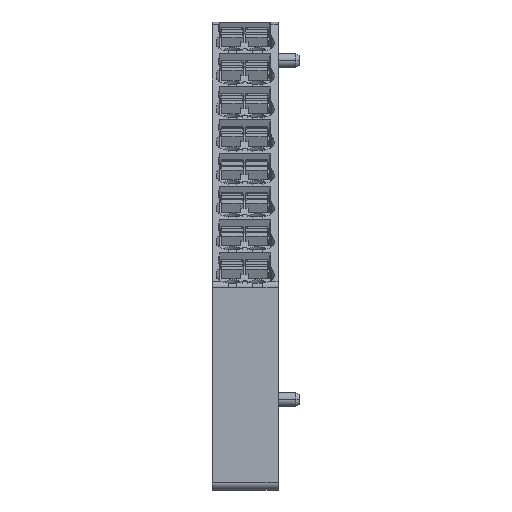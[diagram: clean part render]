
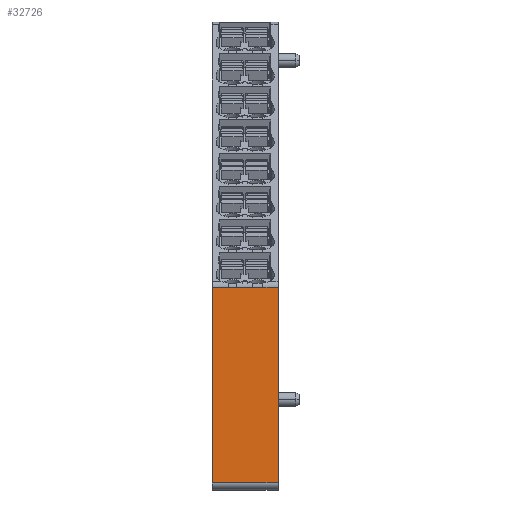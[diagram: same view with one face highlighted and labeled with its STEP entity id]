
A CAD part, front view. The second image highlights one B-rep face of the part: STEP entity #32726.
In plain terms, the highlighted planar face has unit normal (0, -1, 0).
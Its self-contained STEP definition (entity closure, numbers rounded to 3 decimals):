
#32706=AXIS2_PLACEMENT_3D('Plane Axis2P3D',#32703,#32704,#32705) ;
#28246=CARTESIAN_POINT('Vertex',(9.2,0.,28.397)) ;
#28249=CARTESIAN_POINT('Line Origine',(9.2,0.,14.699)) ;
#28253=CARTESIAN_POINT('Vertex',(9.2,0.,1.)) ;
#32625=CARTESIAN_POINT('Vertex',(0.,0.,28.397)) ;
#32628=CARTESIAN_POINT('Line Origine',(4.6,0.,28.397)) ;
#32703=CARTESIAN_POINT('Axis2P3D Location',(0.,0.,28.9)) ;
#32708=CARTESIAN_POINT('Line Origine',(4.6,0.,1.)) ;
#32712=CARTESIAN_POINT('Vertex',(0.,0.,1.)) ;
#32715=CARTESIAN_POINT('Line Origine',(0.,0.,14.699)) ;
#28250=DIRECTION('Vector Direction',(0.,0.,-1.)) ;
#32629=DIRECTION('Vector Direction',(-1.,0.,0.)) ;
#32704=DIRECTION('Axis2P3D Direction',(0.,-1.,0.)) ;
#32705=DIRECTION('Axis2P3D XDirection',(0.,0.,-1.)) ;
#32709=DIRECTION('Vector Direction',(1.,0.,0.)) ;
#32716=DIRECTION('Vector Direction',(0.,0.,-1.)) ;
#28251=VECTOR('Line Direction',#28250,1.) ;
#32630=VECTOR('Line Direction',#32629,1.) ;
#32710=VECTOR('Line Direction',#32709,1.) ;
#32717=VECTOR('Line Direction',#32716,1.) ;
#32721=ORIENTED_EDGE('',*,*,#32714,.T.) ;
#32722=ORIENTED_EDGE('',*,*,#28255,.T.) ;
#32723=ORIENTED_EDGE('',*,*,#32632,.F.) ;
#32724=ORIENTED_EDGE('',*,*,#32719,.F.) ;
#32726=ADVANCED_FACE('KLTR_PRV8-35X75',(#32725),#32707,.T.) ;
#28255=EDGE_CURVE('',#28254,#28247,#28252,.F.) ;
#32632=EDGE_CURVE('',#32626,#28247,#32631,.F.) ;
#32714=EDGE_CURVE('',#32713,#28254,#32711,.T.) ;
#32719=EDGE_CURVE('',#32713,#32626,#32718,.F.) ;
#32720=EDGE_LOOP('',(#32721,#32722,#32723,#32724)) ;
#32725=FACE_OUTER_BOUND('',#32720,.T.) ;
#28252=LINE('Line',#28249,#28251) ;
#32631=LINE('Line',#32628,#32630) ;
#32711=LINE('Line',#32708,#32710) ;
#32718=LINE('Line',#32715,#32717) ;
#32707=PLANE('',#32706) ;
#28247=VERTEX_POINT('',#28246) ;
#28254=VERTEX_POINT('',#28253) ;
#32626=VERTEX_POINT('',#32625) ;
#32713=VERTEX_POINT('',#32712) ;
